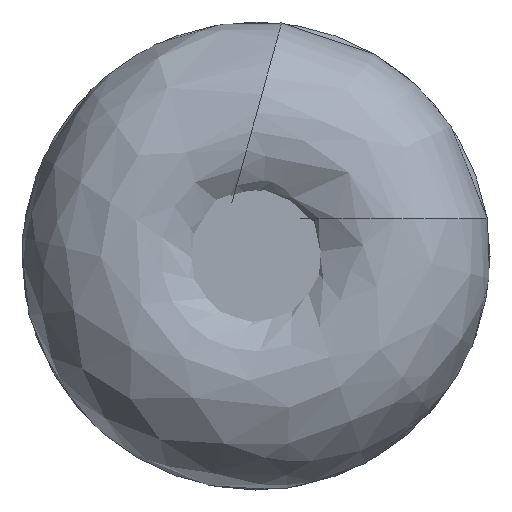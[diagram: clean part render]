
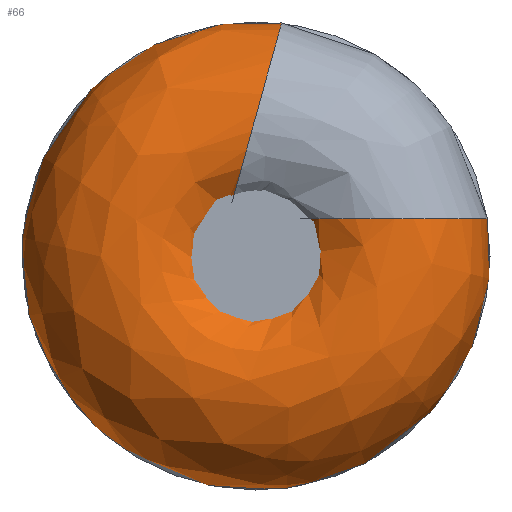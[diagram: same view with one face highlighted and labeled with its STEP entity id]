
A CAD part, left-side view. The second image highlights one B-rep face of the part: STEP entity #66.
In plain terms, the highlighted free-form (B-spline) face has degree [3, 3] with [7, 7] control points.
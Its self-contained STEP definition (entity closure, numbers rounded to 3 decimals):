
#66=ADVANCED_FACE('',(#80,#81),#78,.F.);
#78=(
BOUNDED_SURFACE()
B_SPLINE_SURFACE(3,3,((#246,#247,#248,#249,#250,#251,#252),(#253,#254,#255,
#256,#257,#258,#259),(#260,#261,#262,#263,#264,#265,#266),(#267,#268,#269,
#270,#271,#272,#273),(#274,#275,#276,#277,#278,#279,#280),(#281,#282,#283,
#284,#285,#286,#287),(#288,#289,#290,#291,#292,#293,#294)),
 .UNSPECIFIED.,.T.,.F.,.F.)
B_SPLINE_SURFACE_WITH_KNOTS((1,3,3,3,1),(4,3,4),(-0.5,0.,0.5,1.,1.5),(0.,
0.5,1.),.UNSPECIFIED.)
GEOMETRIC_REPRESENTATION_ITEM()
RATIONAL_B_SPLINE_SURFACE(((1.,0.546,0.546,1.,0.546,
0.546,1.),(0.333,0.182,0.182,
0.333,0.182,0.182,0.333),
(0.333,0.182,0.182,0.333,
0.182,0.182,0.333),(1.,0.546,
0.546,1.,0.546,0.546,1.),(0.333,
0.182,0.182,0.333,0.182,
0.182,0.333),(0.333,0.182,
0.182,0.333,0.182,0.182,
0.333),(1.,0.546,0.546,1.,0.546,
0.546,1.)))
REPRESENTATION_ITEM('')
SURFACE()
);
#80=FACE_BOUND('',#100,.T.);
#81=FACE_BOUND('',#101,.T.);
#100=EDGE_LOOP('',(#122));
#101=EDGE_LOOP('',(#123));
#122=ORIENTED_EDGE('',*,*,#155,.F.);
#123=ORIENTED_EDGE('',*,*,#156,.F.);
#144=VERTEX_POINT('',#243);
#145=VERTEX_POINT('',#245);
#155=EDGE_CURVE('',#144,#144,#166,.T.);
#156=EDGE_CURVE('',#145,#145,#167,.T.);
#166=CIRCLE('',#178,6.);
#167=CIRCLE('',#179,6.);
#178=AXIS2_PLACEMENT_3D('',#242,#200,#201);
#179=AXIS2_PLACEMENT_3D('',#244,#202,#203);
#200=DIRECTION('',(0.,-0.964,-0.267));
#201=DIRECTION('',(1.,0.,0.));
#202=DIRECTION('',(0.,0.,1.));
#203=DIRECTION('',(1.,0.,0.));
#242=CARTESIAN_POINT('',(6.,0.231,6.667));
#243=CARTESIAN_POINT('',(12.,0.231,6.667));
#244=CARTESIAN_POINT('',(6.,-6.364,2.));
#245=CARTESIAN_POINT('',(12.,-6.364,2.));
#246=CARTESIAN_POINT('',(12.,-6.364,2.));
#247=CARTESIAN_POINT('',(12.,-8.676,-5.358));
#248=CARTESIAN_POINT('',(12.,-2.443,-9.9));
#249=CARTESIAN_POINT('',(12.,3.853,-5.445));
#250=CARTESIAN_POINT('',(12.,10.149,-0.99));
#251=CARTESIAN_POINT('',(12.,7.939,6.4));
#252=CARTESIAN_POINT('',(12.,0.231,6.667));
#253=CARTESIAN_POINT('',(12.,5.636,2.));
#254=CARTESIAN_POINT('',(12.,3.324,8.517));
#255=CARTESIAN_POINT('',(12.,-3.591,8.408));
#256=CARTESIAN_POINT('',(12.,-5.697,1.821));
#257=CARTESIAN_POINT('',(12.,-7.803,-4.765));
#258=CARTESIAN_POINT('',(12.,-2.234,-8.866));
#259=CARTESIAN_POINT('',(12.,3.431,-4.899));
#260=CARTESIAN_POINT('',(0.,5.636,2.));
#261=CARTESIAN_POINT('',(0.,3.324,8.517));
#262=CARTESIAN_POINT('',(0.,-3.591,8.408));
#263=CARTESIAN_POINT('',(0.,-5.697,1.821));
#264=CARTESIAN_POINT('',(0.,-7.803,-4.765));
#265=CARTESIAN_POINT('',(0.,-2.234,-8.866));
#266=CARTESIAN_POINT('',(0.,3.431,-4.899));
#267=CARTESIAN_POINT('',(0.,-6.364,2.));
#268=CARTESIAN_POINT('',(0.,-8.676,-5.358));
#269=CARTESIAN_POINT('',(0.,-2.443,-9.9));
#270=CARTESIAN_POINT('',(0.,3.853,-5.445));
#271=CARTESIAN_POINT('',(0.,10.149,-0.99));
#272=CARTESIAN_POINT('',(0.,7.939,6.4));
#273=CARTESIAN_POINT('',(0.,0.231,6.667));
#274=CARTESIAN_POINT('',(0.,-18.364,2.));
#275=CARTESIAN_POINT('',(0.,-20.676,-19.233));
#276=CARTESIAN_POINT('',(0.,-1.295,-28.209));
#277=CARTESIAN_POINT('',(0.,13.403,-12.711));
#278=CARTESIAN_POINT('',(0.,28.101,2.786));
#279=CARTESIAN_POINT('',(0.,18.112,21.665));
#280=CARTESIAN_POINT('',(0.,-2.969,18.232));
#281=CARTESIAN_POINT('',(12.,-18.364,2.));
#282=CARTESIAN_POINT('',(12.,-20.676,-19.233));
#283=CARTESIAN_POINT('',(12.,-1.295,-28.209));
#284=CARTESIAN_POINT('',(12.,13.403,-12.711));
#285=CARTESIAN_POINT('',(12.,28.101,2.786));
#286=CARTESIAN_POINT('',(12.,18.112,21.665));
#287=CARTESIAN_POINT('',(12.,-2.969,18.232));
#288=CARTESIAN_POINT('',(12.,-6.364,2.));
#289=CARTESIAN_POINT('',(12.,-8.676,-5.358));
#290=CARTESIAN_POINT('',(12.,-2.443,-9.9));
#291=CARTESIAN_POINT('',(12.,3.853,-5.445));
#292=CARTESIAN_POINT('',(12.,10.149,-0.99));
#293=CARTESIAN_POINT('',(12.,7.939,6.4));
#294=CARTESIAN_POINT('',(12.,0.231,6.667));
